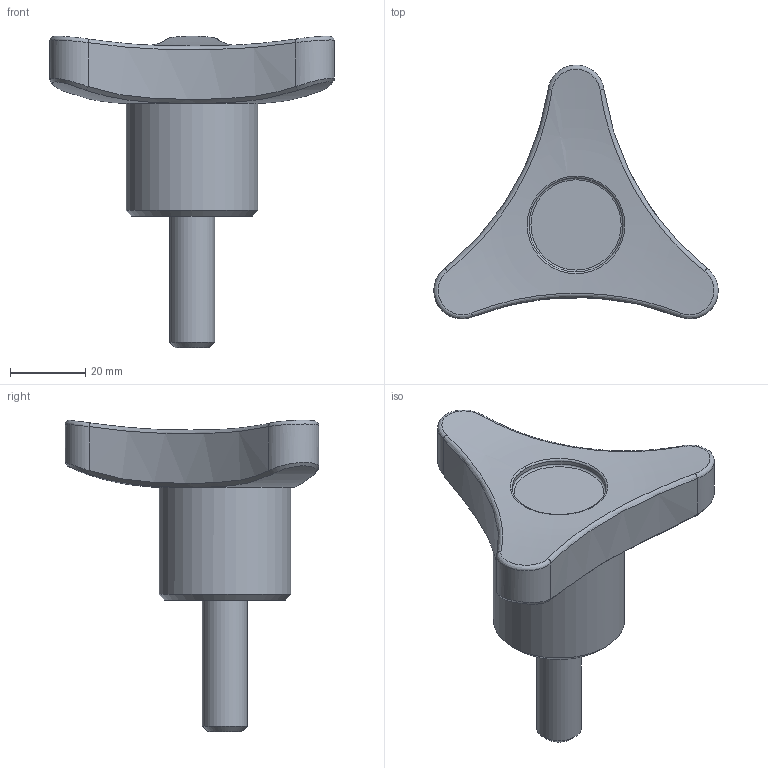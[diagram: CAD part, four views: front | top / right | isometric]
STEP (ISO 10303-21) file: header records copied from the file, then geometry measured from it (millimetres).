
FILE_DESCRIPTION( ( 'Unknown' ), '1' );
FILE_NAME( '6110080_3P85-P.stp', 'Unknown', ( 'Unknown' ), ( 'Unknown' ), 'PSStep 11.0', 'Unknown', ' ' );
FILE_SCHEMA( ( 'AUTOMOTIVE_DESIGN { 1 0 10303 214 1 1 1 1 }' ) );
Length unit declared in the file: millimetre
Products named in the file (1): 6110070_Sede_ES
Bounding box: 75.61 x 67.5 x 82.83 mm (x, y, z)
Volume: 67565.1 mm3; surface area: 14525.4 mm2
Topology: 1 solids, 2 shells, 46 faces, 118 edges, 73 vertices
Faces by surface type: plane 13, bspline 12, cylinder 11, cone 6, revolution 2, torus 2
Full cylindrical faces by diameter (mm): 12 x1, 15 x1, 22.005 x1, 25 x1, 35 x1
Entity records: 5011 total; most frequent: CARTESIAN_POINT 3744, ORIENTED_EDGE 192, DIRECTION 128, EDGE_CURVE 96, EDGE_LOOP 70, VERTEX_POINT 66, B_SPLINE_CURVE_WITH_KNOTS 62, AXIS2_PLACEMENT_3D 57
